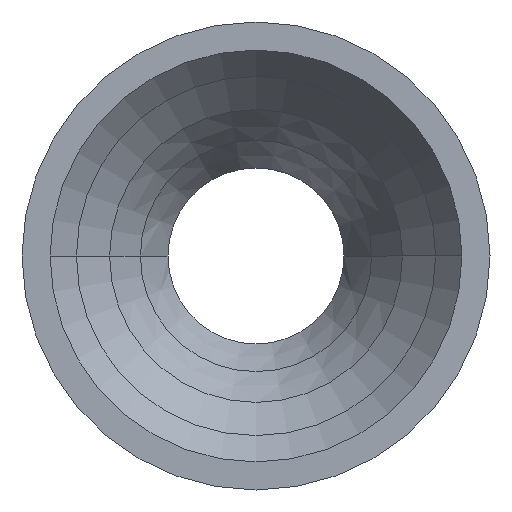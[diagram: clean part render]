
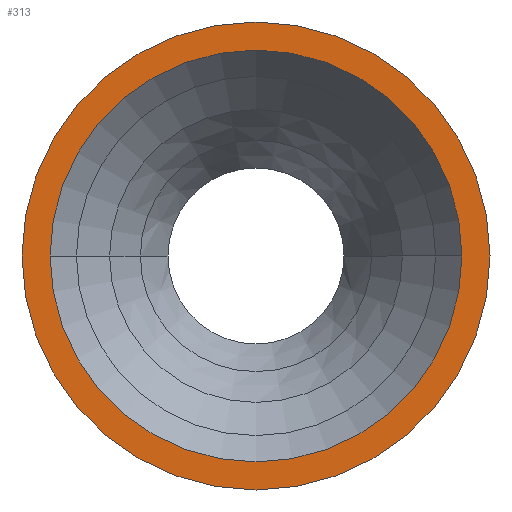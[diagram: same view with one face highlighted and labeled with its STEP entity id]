
A CAD part, left-side view. The second image highlights one B-rep face of the part: STEP entity #313.
In plain terms, the highlighted planar face has unit normal (-1, 0, 0).
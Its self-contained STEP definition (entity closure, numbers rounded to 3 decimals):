
#203 = EDGE_CURVE( '', #255, #351, #532, .T. );
#245 = EDGE_CURVE( '', #351, #255, #580, .T. );
#255 = VERTEX_POINT( '', #592 );
#313 = ADVANCED_FACE( '', ( #656, #657 ), #658, .T. );
#337 = VERTEX_POINT( '', #684 );
#351 = VERTEX_POINT( '', #699 );
#353 = EDGE_CURVE( '', #387, #337, #701, .T. );
#387 = VERTEX_POINT( '', #741 );
#417 = EDGE_CURVE( '', #337, #387, #772, .T. );
#532 = CIRCLE( '', #899, 37.5 );
#580 = CIRCLE( '', #961, 37.5 );
#592 = CARTESIAN_POINT( '', ( 0., -37.5, 0. ) );
#656 = FACE_BOUND( '', #1068, .T. );
#657 = FACE_OUTER_BOUND( '', #1069, .T. );
#658 = PLANE( '', #1070 );
#684 = CARTESIAN_POINT( '', ( 0., 33., 0. ) );
#699 = CARTESIAN_POINT( '', ( 0., 37.5, 0. ) );
#701 = CIRCLE( '', #1125, 33. );
#741 = CARTESIAN_POINT( '', ( 0., -33., 0. ) );
#772 = CIRCLE( '', #1218, 33. );
#899 = AXIS2_PLACEMENT_3D( '', #1353, #1354, #1355 );
#961 = AXIS2_PLACEMENT_3D( '', #1427, #1428, #1429 );
#1068 = EDGE_LOOP( '', ( #1528, #1529 ) );
#1069 = EDGE_LOOP( '', ( #1530, #1531 ) );
#1070 = AXIS2_PLACEMENT_3D( '', #1532, #1533, #1534 );
#1125 = AXIS2_PLACEMENT_3D( '', #1582, #1583, #1584 );
#1218 = AXIS2_PLACEMENT_3D( '', #1669, #1670, #1671 );
#1353 = CARTESIAN_POINT( '', ( 0., 0., 0. ) );
#1354 = DIRECTION( '', ( -1., 0., 0. ) );
#1355 = DIRECTION( '', ( 0., 1., 0. ) );
#1427 = CARTESIAN_POINT( '', ( 0., 0., 0. ) );
#1428 = DIRECTION( '', ( -1., 0., 0. ) );
#1429 = DIRECTION( '', ( 0., 1., 0. ) );
#1528 = ORIENTED_EDGE( '', *, *, #417, .F. );
#1529 = ORIENTED_EDGE( '', *, *, #353, .F. );
#1530 = ORIENTED_EDGE( '', *, *, #245, .T. );
#1531 = ORIENTED_EDGE( '', *, *, #203, .T. );
#1532 = CARTESIAN_POINT( '', ( 0., 35.25, 0. ) );
#1533 = DIRECTION( '', ( -1., 0., 0. ) );
#1534 = DIRECTION( '', ( 0., 1., 0. ) );
#1582 = CARTESIAN_POINT( '', ( 0., 0., 0. ) );
#1583 = DIRECTION( '', ( -1., 0., 0. ) );
#1584 = DIRECTION( '', ( 0., 1., 0. ) );
#1669 = CARTESIAN_POINT( '', ( 0., 0., 0. ) );
#1670 = DIRECTION( '', ( -1., 0., 0. ) );
#1671 = DIRECTION( '', ( 0., 1., 0. ) );
